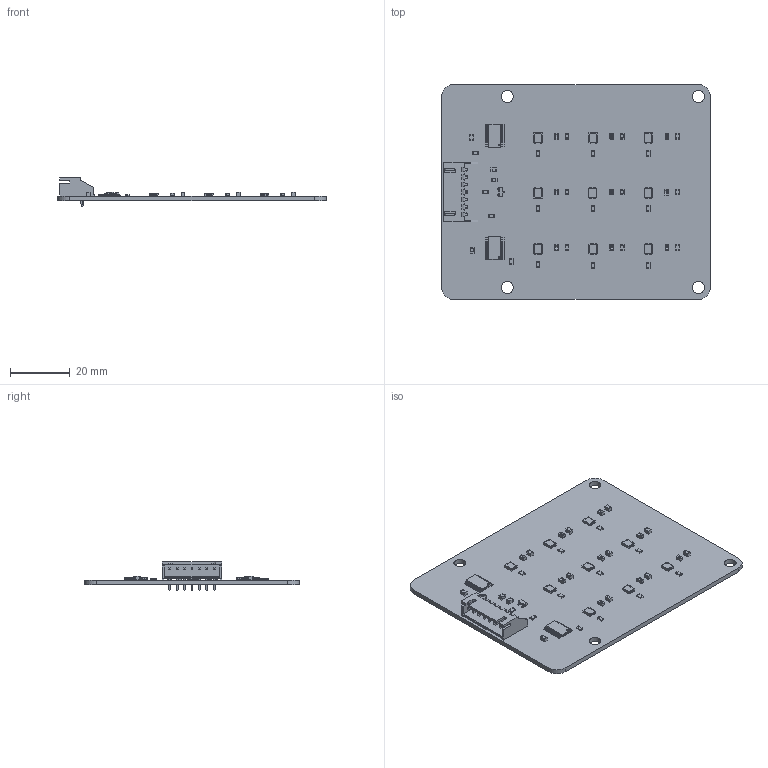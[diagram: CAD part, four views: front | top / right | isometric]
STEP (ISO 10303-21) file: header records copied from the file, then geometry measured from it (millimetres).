
FILE_DESCRIPTION(('KiCad electronic assembly'),'2;1');
FILE_NAME('Color Sensor.step','2025-07-16T22:19:44',('Pcbnew'),('Kicad') ,'Open CASCADE STEP processor 7.7','KiCad to STEP converter','Unknown' );
FILE_SCHEMA(('AUTOMOTIVE_DESIGN { 1 0 10303 214 1 1 1 1 }'));
Length unit declared in the file: millimetre
Products named in the file (16): Color Sensor 1; OF-SMD2835Y--3DModel-STEP-56544; OF-SMD2835Y; JST_XH_S7B-XH-A-1_1x07_P2.50mm_Horizontal; JST_S7B_XH_A_1; VEML6040; R_0805_2012Metric; TSSOP-24_4.4x7.8mm_P0.65mm; TSSOP_24_44x78mm_P065mm; C_0805_2012Metric; MMBT2222A; BC847B; Color Sensor_PCB
Assembly tree (56 placements, depth 3):
  Color Sensor 1
    OF-SMD2835Y--3DModel-STEP-56544  x9
      OF-SMD2835Y
    JST_XH_S7B-XH-A-1_1x07_P2.50mm_Horizontal
      JST_S7B_XH_A_1
    VEML6040  x9
      VEML6040
    R_0805_2012Metric  x13
      R_0805_2012Metric
    TSSOP-24_4.4x7.8mm_P0.65mm  x2
      TSSOP_24_44x78mm_P065mm
    C_0805_2012Metric  x13
      C_0805_2012Metric
    MMBT2222A
      BC847B
    Color Sensor_PCB
Bounding box: 90 x 72 x 9.5 mm (x, y, z)
Volume: 10871.4 mm3; surface area: 15759.8 mm2
Topology: 89 solids, 89 shells, 3807 faces, 9949 edges, 6480 vertices
Faces by surface type: plane 2605, cylinder 719, bspline 447, sphere 36
Full cylindrical faces by diameter (mm): 0.5 x2, 0.95 x7, 4 x4
Entity records: 36189 total; most frequent: CARTESIAN_POINT 6148, ORIENTED_EDGE 5252, DIRECTION 4842, EDGE_CURVE 2626, LINE 2136, VECTOR 2136, VERTEX_POINT 1686, AXIS2_PLACEMENT_3D 1353
